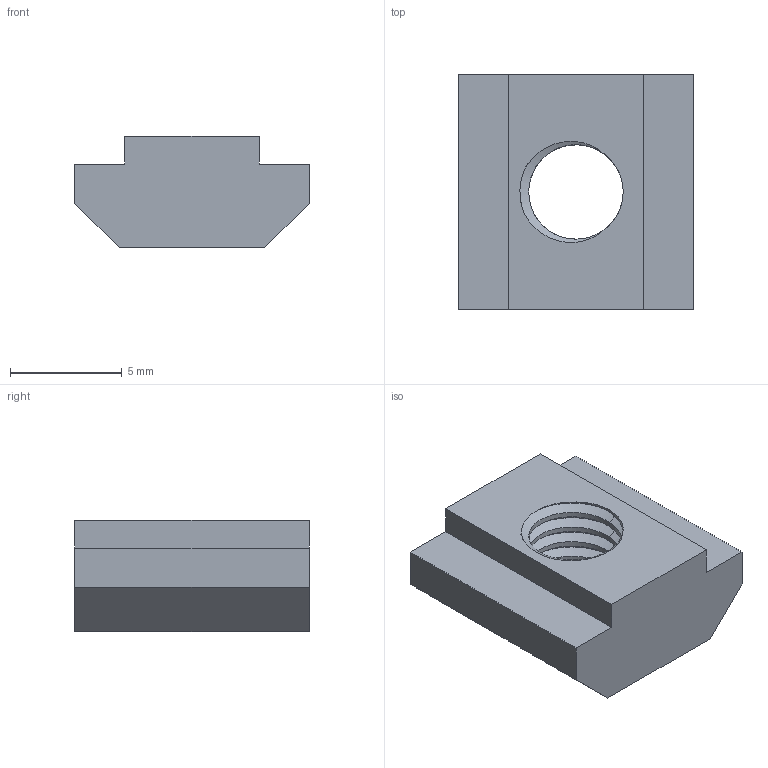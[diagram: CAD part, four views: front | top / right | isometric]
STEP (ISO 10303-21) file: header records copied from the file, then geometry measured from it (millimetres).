
FILE_DESCRIPTION(('FreeCAD Model'),'2;1');
FILE_NAME('Open CASCADE Shape Model','2022-07-10T22:37:01',(''),(''), 'Open CASCADE STEP processor 7.5','FreeCAD','Unknown');
FILE_SCHEMA(('AUTOMOTIVE_DESIGN { 1 0 10303 214 1 1 1 1 }'));
Length unit declared in the file: millimetre
Products named in the file (2): Square nut; Nut
Assembly tree (1 placements, depth 2):
  Square nut
    Nut
Bounding box: 10.5 x 10.5 x 5 mm (x, y, z)
Volume: 368.3 mm3; surface area: 467.5 mm2
Topology: 1 solids, 1 shells, 42 faces, 95 edges, 55 vertices
Faces by surface type: bspline 22, plane 12, cylinder 8
Full cylindrical faces by diameter (mm): 4.224 x6
Entity records: 7090 total; most frequent: CARTESIAN_POINT 5512, ORIENTED_EDGE 190, PCURVE 190, DEFINITIONAL_REPRESENTATION 190, B_SPLINE_CURVE_WITH_KNOTS 182, DIRECTION 147, LINE 97, VECTOR 97
